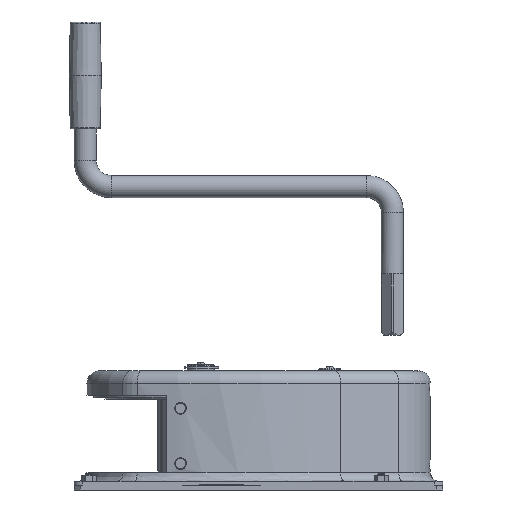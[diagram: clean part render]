
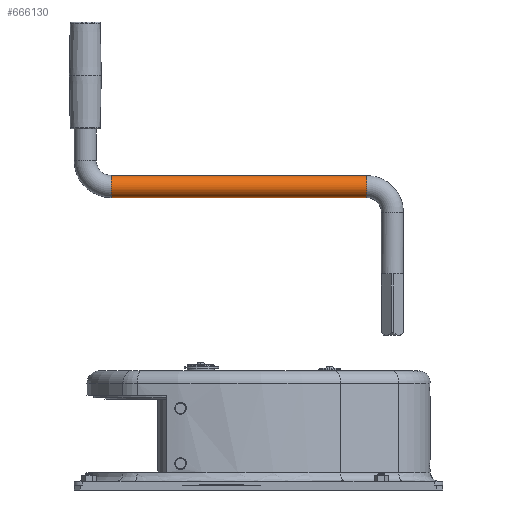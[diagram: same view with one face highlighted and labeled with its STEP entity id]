
A CAD part, left-side view. The second image highlights one B-rep face of the part: STEP entity #666130.
In plain terms, the highlighted cylindrical face has radius 9 mm (diameter 18 mm), a partial arc.
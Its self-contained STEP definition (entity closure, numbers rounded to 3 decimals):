
#663940=CARTESIAN_POINT('',(112.,-21.,0.));
#663950=VERTEX_POINT('',#663940);
#663980=CARTESIAN_POINT('',(121.,-21.,0.));
#663990=DIRECTION('',(0.,-1.,0.));
#664000=DIRECTION('',(1.,0.,0.));
#664010=AXIS2_PLACEMENT_3D('',#663980,#663990,#664000);
#664020=CIRCLE('',#664010,9.);
#664030=CARTESIAN_POINT('',(130.,-21.,0.));
#664040=VERTEX_POINT('',#664030);
#664050=EDGE_CURVE('',#663950,#664040,#664020,.T.);
#665820=CARTESIAN_POINT('',(121.,-21.,0.));
#665830=DIRECTION('',(0.,-1.,0.));
#665840=DIRECTION('',(1.,0.,0.));
#665850=AXIS2_PLACEMENT_3D('',#665820,#665830,#665840);
#665860=CYLINDRICAL_SURFACE('',#665850,9.);
#665870=CARTESIAN_POINT('',(130.,-21.,0.));
#665880=DIRECTION('',(0.,-1.,0.));
#665890=VECTOR('',#665880,1.);
#665900=LINE('',#665870,#665890);
#665910=CARTESIAN_POINT('',(130.,-229.,0.));
#665920=VERTEX_POINT('',#665910);
#665930=EDGE_CURVE('',#664040,#665920,#665900,.T.);
#665940=ORIENTED_EDGE('',*,*,#665930,.T.);
#665950=ORIENTED_EDGE('',*,*,#664050,.T.);
#665960=CARTESIAN_POINT('',(112.,-21.,0.));
#665970=DIRECTION('',(0.,-1.,0.));
#665980=VECTOR('',#665970,1.);
#665990=LINE('',#665960,#665980);
#666000=CARTESIAN_POINT('',(112.,-229.,0.));
#666010=VERTEX_POINT('',#666000);
#666020=EDGE_CURVE('',#663950,#666010,#665990,.T.);
#666030=ORIENTED_EDGE('',*,*,#666020,.F.);
#666040=CARTESIAN_POINT('',(121.,-229.,0.));
#666050=DIRECTION('',(0.,-1.,0.));
#666060=DIRECTION('',(1.,0.,0.));
#666070=AXIS2_PLACEMENT_3D('',#666040,#666050,#666060);
#666080=CIRCLE('',#666070,9.);
#666090=EDGE_CURVE('',#666010,#665920,#666080,.T.);
#666100=ORIENTED_EDGE('',*,*,#666090,.F.);
#666110=EDGE_LOOP('',(#666100,#666030,#665950,#665940));
#666120=FACE_OUTER_BOUND('',#666110,.T.);
#666130=ADVANCED_FACE('',(#666120),#665860,.T.);
